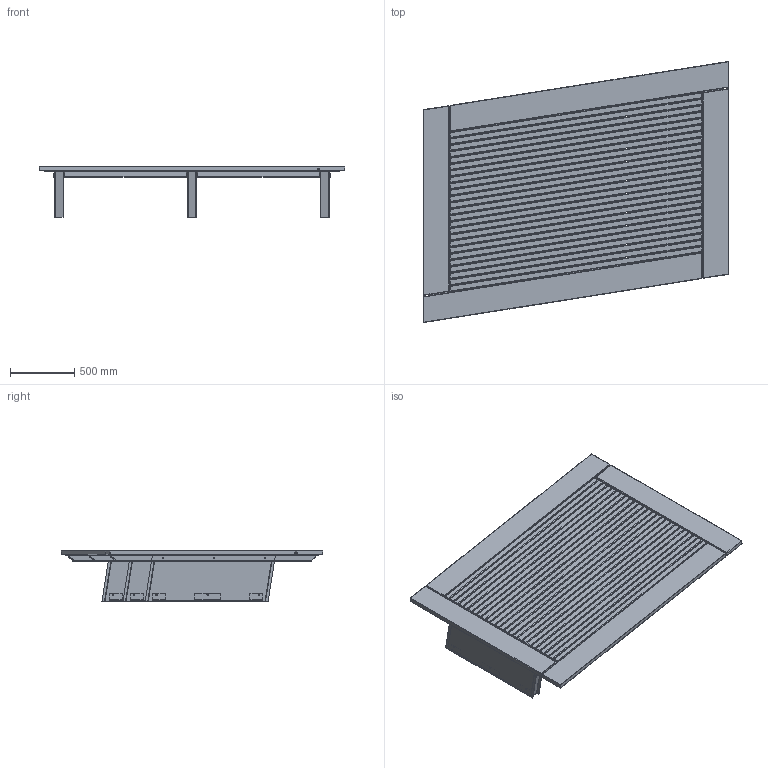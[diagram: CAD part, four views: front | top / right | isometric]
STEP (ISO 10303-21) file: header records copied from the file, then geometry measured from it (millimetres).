
FILE_DESCRIPTION(/* description */ (''),/* implementation_level */ '2;1');
FILE_NAME(/* name */ 'PRK11-A_UAP_PARKLAND_PlatformSeat_3D',/* time_stamp */ '2018-01-24T17:41:21-05:00',/* author */ (''),/* organization */ (''),/* preprocessor_version */ 'ST-DEVELOPER v15',/* originating_system */ '',/* authorisation */ '');
FILE_SCHEMA (('AUTOMOTIVE_DESIGN'));
Length unit declared in the file: millimetre
Products named in the file (1): Document
Bounding box: 2382.91 x 2038.94 x 397.63 mm (x, y, z)
Volume: 132434324.6 mm3; surface area: 19388107.8 mm2
Topology: 72 solids, 72 shells, 1593 faces, 3883 edges, 2202 vertices
Faces by surface type: bspline 1096, plane 497
Entity records: 46650 total; most frequent: CARTESIAN_POINT 24141, ORIENTED_EDGE 7302, EDGE_CURVE 3651, VERTEX_POINT 2202, EDGE_LOOP 2079, ADVANCED_FACE 1593, FACE_OUTER_BOUND 1593, B_SPLINE_CURVE_WITH_KNOTS 1297
